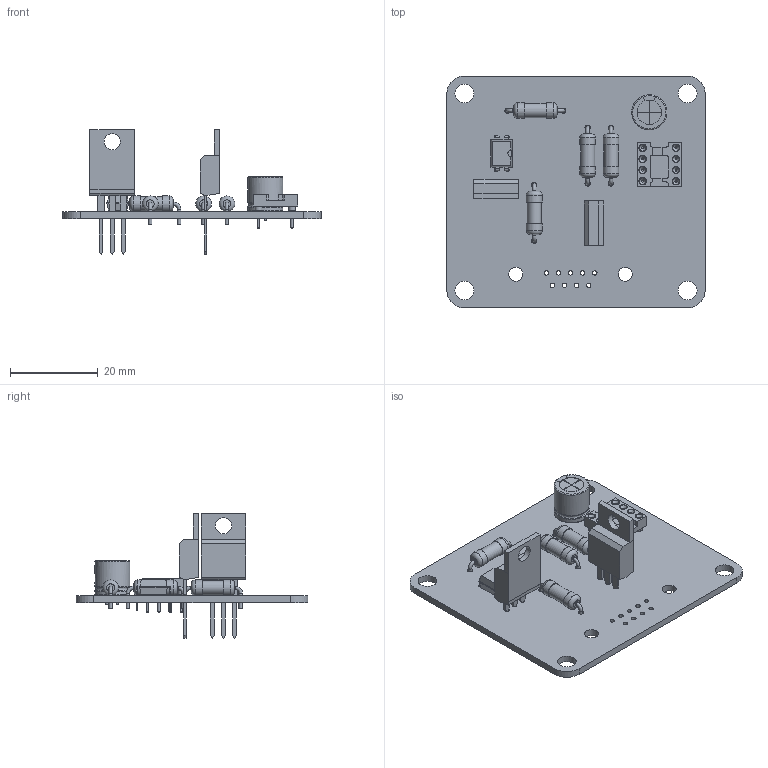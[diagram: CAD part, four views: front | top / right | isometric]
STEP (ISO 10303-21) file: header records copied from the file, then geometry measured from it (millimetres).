
FILE_DESCRIPTION(('KiCad electronic assembly'),'2;1');
FILE_NAME('TSAL_SMD.step','2019-03-11T19:08:37',('An Author'),( 'A Company'),'Open CASCADE STEP processor 6.9', 'KiCad to STEP converter','Unknown');
FILE_SCHEMA(('AUTOMOTIVE_DESIGN { 1 0 10303 214 1 1 1 1 }'));
Length unit declared in the file: millimetre
Products named in the file (12): Open CASCADE STEP translator 6.9 1; R_Axial_DIN0411_L9.9mm_D3.6mm_P12.70mm_Horizontal; SOLID; CP_Radial_D8.0mm_P2.50mm; TO-220-3_Vertical; DIP-8_W7.62mm_Socket; DIP-4_W7.62mm; COMPOUND
Assembly tree (15 placements, depth 3):
  Open CASCADE STEP translator 6.9 1
    R_Axial_DIN0411_L9.9mm_D3.6mm_P12.70mm_Horizontal  x4
      SOLID
    CP_Radial_D8.0mm_P2.50mm
      SOLID
    TO-220-3_Vertical  x2
      SOLID
    DIP-8_W7.62mm_Socket
      SOLID
    DIP-4_W7.62mm
      SOLID
    COMPOUND
Bounding box: 59 x 53 x 28.52 mm (x, y, z)
Volume: 6855.5 mm3; surface area: 9423.6 mm2
Topology: 10 solids, 11 shells, 479 faces, 1121 edges, 722 vertices
Faces by surface type: plane 266, cylinder 141, bspline 24, cone 24, torus 18, revolution 6
Full cylindrical faces by diameter (mm): 0.5 x2, 0.508 x16, 0.8 x30, 1 x9, 1.1 x6, 1.2 x8, 1.524 x8, 1.724 x8, 3.2 x2, 3.24 x4, 3.6 x8, 3.735 x2, 4.3 x4
Entity records: 28504 total; most frequent: CARTESIAN_POINT 7741, DIRECTION 3402, LINE 1997, VECTOR 1997, ORIENTED_EDGE 1804, PCURVE 1804, DEFINITIONAL_REPRESENTATION 1804, EDGE_CURVE 902
